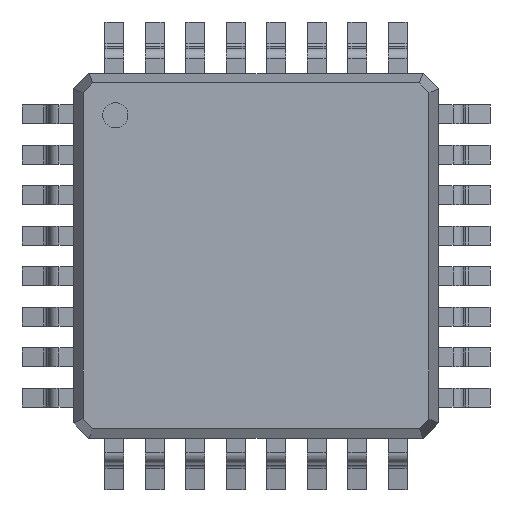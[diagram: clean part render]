
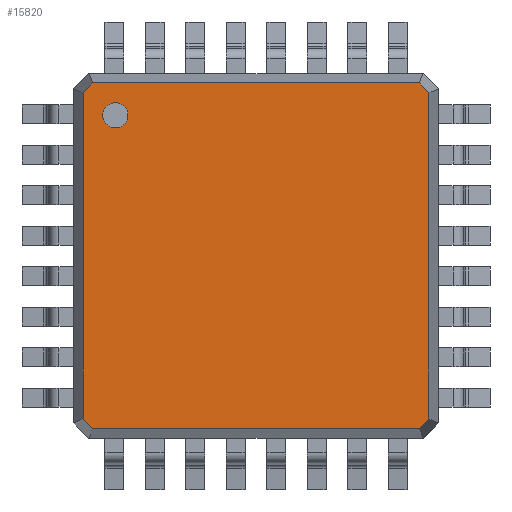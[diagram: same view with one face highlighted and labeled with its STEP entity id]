
A CAD part, top view. The second image highlights one B-rep face of the part: STEP entity #15820.
In plain terms, the highlighted planar face has unit normal (0, 0, 1).
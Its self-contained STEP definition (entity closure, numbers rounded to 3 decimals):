
#15110=CARTESIAN_POINT('',(-2.529,2.779,1.6));
#15111=VERTEX_POINT('',#15110);
#15120=CARTESIAN_POINT('',(-3.029,2.779,1.6));
#15121=VERTEX_POINT('',#15120);
#15122=CARTESIAN_POINT('',(-2.779,2.779,1.6));
#15123=DIRECTION('',(0.0,0.0,1.0));
#15124=DIRECTION('',(1.0,0.0,0.0));
#15125=AXIS2_PLACEMENT_3D('',#15122,#15123,#15124);
#15126=CIRCLE('',#15125,0.25);
#15127=EDGE_CURVE('',#15121,#15111,#15126,.F.);
#15152=CARTESIAN_POINT('',(-3.224,3.418,1.6));
#15153=VERTEX_POINT('',#15152);
#15162=CARTESIAN_POINT('',(3.224,3.418,1.6));
#15163=VERTEX_POINT('',#15162);
#15164=CARTESIAN_POINT('',(3.224,3.418,1.6));
#15165=DIRECTION('',(-1.0,0.0,0.0));
#15166=VECTOR('',#15165,6.449);
#15167=LINE('',#15164,#15166);
#15168=EDGE_CURVE('',#15153,#15163,#15167,.F.);
#15193=CARTESIAN_POINT('',(3.418,3.224,1.6));
#15194=VERTEX_POINT('',#15193);
#15195=CARTESIAN_POINT('',(3.418,3.224,1.6));
#15196=DIRECTION('',(-0.707,0.707,0.0));
#15197=VECTOR('',#15196,0.273);
#15198=LINE('',#15195,#15197);
#15199=EDGE_CURVE('',#15163,#15194,#15198,.F.);
#15224=CARTESIAN_POINT('',(3.418,-3.224,1.6));
#15225=VERTEX_POINT('',#15224);
#15226=CARTESIAN_POINT('',(3.418,-3.224,1.6));
#15227=DIRECTION('',(0.0,1.0,0.0));
#15228=VECTOR('',#15227,6.449);
#15229=LINE('',#15226,#15228);
#15230=EDGE_CURVE('',#15194,#15225,#15229,.F.);
#15255=CARTESIAN_POINT('',(3.224,-3.418,1.6));
#15256=VERTEX_POINT('',#15255);
#15257=CARTESIAN_POINT('',(3.224,-3.418,1.6));
#15258=DIRECTION('',(0.707,0.707,0.0));
#15259=VECTOR('',#15258,0.273);
#15260=LINE('',#15257,#15259);
#15261=EDGE_CURVE('',#15225,#15256,#15260,.F.);
#15286=CARTESIAN_POINT('',(-3.224,-3.418,1.6));
#15287=VERTEX_POINT('',#15286);
#15288=CARTESIAN_POINT('',(-3.224,-3.418,1.6));
#15289=DIRECTION('',(1.0,0.0,0.0));
#15290=VECTOR('',#15289,6.449);
#15291=LINE('',#15288,#15290);
#15292=EDGE_CURVE('',#15256,#15287,#15291,.F.);
#15317=CARTESIAN_POINT('',(-3.418,-3.224,1.6));
#15318=VERTEX_POINT('',#15317);
#15319=CARTESIAN_POINT('',(-3.418,-3.224,1.6));
#15320=DIRECTION('',(0.707,-0.707,0.0));
#15321=VECTOR('',#15320,0.273);
#15322=LINE('',#15319,#15321);
#15323=EDGE_CURVE('',#15287,#15318,#15322,.F.);
#15349=CARTESIAN_POINT('',(-3.418,3.224,1.6));
#15350=VERTEX_POINT('',#15349);
#15364=CARTESIAN_POINT('',(-3.418,3.224,1.6));
#15365=DIRECTION('',(0.0,-1.0,0.0));
#15366=VECTOR('',#15365,6.449);
#15367=LINE('',#15364,#15366);
#15368=EDGE_CURVE('',#15318,#15350,#15367,.F.);
#15786=CARTESIAN_POINT('',(-3.224,3.418,1.6));
#15787=DIRECTION('',(-0.707,-0.707,0.0));
#15788=VECTOR('',#15787,0.273);
#15789=LINE('',#15786,#15788);
#15790=EDGE_CURVE('',#15350,#15153,#15789,.F.);
#15795=CARTESIAN_POINT('',(-0.4,0.,1.6));
#15796=DIRECTION('',(0.0,0.0,1.0));
#15797=DIRECTION('',(1.0,0.0,0.0));
#15798=AXIS2_PLACEMENT_3D('',#15795,#15796,#15797);
#15799=PLANE('',#15798);
#15800=ORIENTED_EDGE('',*,*,#15790,.F.);
#15801=ORIENTED_EDGE('',*,*,#15368,.F.);
#15802=ORIENTED_EDGE('',*,*,#15323,.F.);
#15803=ORIENTED_EDGE('',*,*,#15292,.F.);
#15804=ORIENTED_EDGE('',*,*,#15261,.F.);
#15805=ORIENTED_EDGE('',*,*,#15230,.F.);
#15806=ORIENTED_EDGE('',*,*,#15199,.F.);
#15807=ORIENTED_EDGE('',*,*,#15168,.F.);
#15808=EDGE_LOOP('',(#15800,#15801,#15802,#15803,#15804,#15805,#15806,#15807));
#15809=FACE_OUTER_BOUND('',#15808,.T.);
#15810=ORIENTED_EDGE('',*,*,#15127,.T.);
#15811=CARTESIAN_POINT('',(-2.779,2.779,1.6));
#15812=DIRECTION('',(0.0,0.0,1.0));
#15813=DIRECTION('',(1.0,0.0,0.0));
#15814=AXIS2_PLACEMENT_3D('',#15811,#15812,#15813);
#15815=CIRCLE('',#15814,0.25);
#15816=EDGE_CURVE('',#15111,#15121,#15815,.F.);
#15817=ORIENTED_EDGE('',*,*,#15816,.T.);
#15818=EDGE_LOOP('',(#15810,#15817));
#15819=FACE_BOUND('',#15818,.T.);
#15820=ADVANCED_FACE('',(#15809,#15819),#15799,.T.);
